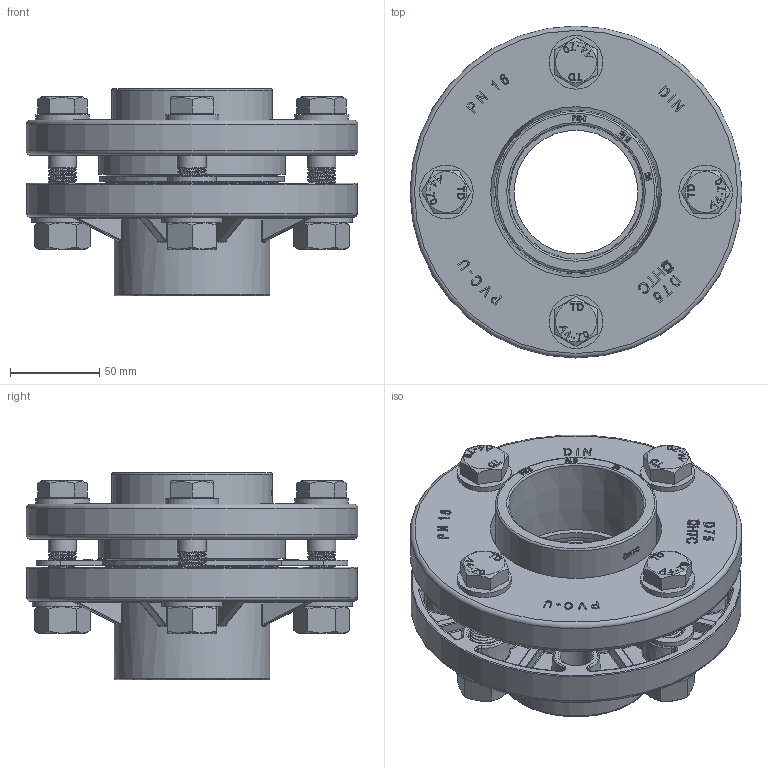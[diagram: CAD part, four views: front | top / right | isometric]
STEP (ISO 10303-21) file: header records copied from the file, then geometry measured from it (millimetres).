
FILE_DESCRIPTION(/* description */ (''),/* implementation_level */ '2;1');
FILE_NAME(/* name */ 'AF0708.V4A.075.step',/* time_stamp */ '2026-02-13T11:52:18+01:00',/* author */ (''),/* organization */ (''),/* preprocessor_version */ 'ST-DEVELOPER v20.1',/* originating_system */ 'Autodesk Translation Framework v14.24.0.0',/* authorisation */ '');
FILE_SCHEMA (('AUTOMOTIVE_DESIGN { 1 0 10303 214 3 1 1 }'));
Length unit declared in the file: millimetre
Products named in the file (9): 2026-02-13-07-53-11-169; 2026-02-13-08-54-17-289; 2026-02-13-08-54-19-682; 2026-02-13-08-54-56-355; DIN 125 - A 19 Stahl 100 HV Einfach; DIN 125 - A 17 Stahl 100 HV Einfach; 2026-02-13-11-13-00-941; 2026-02-13-11-13-01-040; 2026-02-13-11-49-28-229
Assembly tree (17 placements, depth 3):
  2026-02-13-07-53-11-169
    2026-02-13-08-54-17-289
    2026-02-13-08-54-19-682
    2026-02-13-08-54-56-355
    DIN 125 - A 19 Stahl 100 HV Einfach  x4
    2026-02-13-11-49-28-229  x4
    DIN 125 - A 17 Stahl 100 HV Einfach  x4
    2026-02-13-11-13-00-941
      2026-02-13-11-13-01-040
Bounding box: 185.6 x 185.6 x 116.19 mm (x, y, z)
Volume: 865865.4 mm3; surface area: 282574.9 mm2
Topology: 20 solids, 20 shells, 2533 faces, 6477 edges, 4111 vertices
Faces by surface type: plane 925, bspline 666, cylinder 548, torus 241, cone 115, sphere 38
Full cylindrical faces by diameter (mm): 3.5 x1, 4.667 x1, 13.534 x76, 15.519 x12, 15.822 x80, 17 x4, 18 x14, 18.293 x16, 19 x4, 30 x4, 34 x4, 69.1 x1, 70 x1, 75 x1, 77 x1, 79 x1, 86 x1, 87 x1, 88 x1, 90 x1, 95 x1, 97 x1, 104.6 x1, 185 x1, 185.6 x1
Entity records: 106507 total; most frequent: CARTESIAN_POINT 51585, ORIENTED_EDGE 12380, DIRECTION 9765, EDGE_CURVE 6190, VERTEX_POINT 3949, AXIS2_PLACEMENT_3D 3372, LINE 3021, VECTOR 3021
